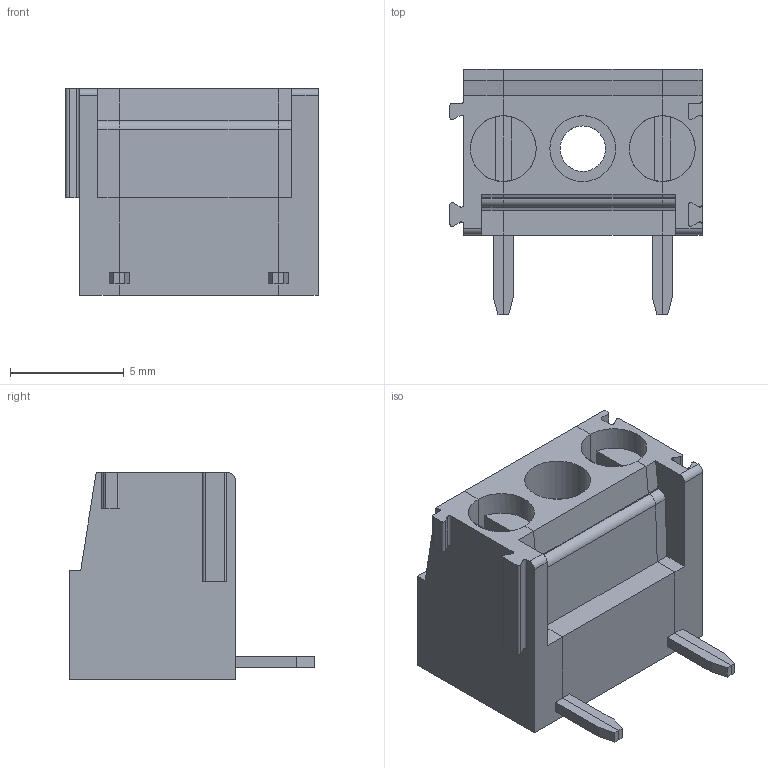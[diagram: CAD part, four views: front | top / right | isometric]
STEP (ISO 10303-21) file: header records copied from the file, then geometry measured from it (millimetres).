
FILE_DESCRIPTION(/* description */ ('Unknown'),/* implementation_level */ '2;1');
FILE_NAME(/* name */ '691212200002',/* time_stamp */ '2016-05-11T10:08:33+02:00',/* author */ ('Unknown'),/* organization */ ('Unknown'),/* preprocessor_version */ 'ST-DEVELOPER v16',/* originating_system */ 'DEX',/* authorisation */ $);
FILE_SCHEMA (('AUTOMOTIVE_DESIGN {1 0 10303 214 3 1 1}'));
Length unit declared in the file: millimetre
Products named in the file (4): 6912122000xx; 6912122000xx_DX; 6912122000xx_CNT; 6912122000xx_SX
Assembly tree (3 placements, depth 2):
  6912122000xx
    6912122000xx_DX
    6912122000xx_CNT
    6912122000xx_SX
Bounding box: 11.1 x 10.8 x 9.1 mm (x, y, z)
Volume: 444.7 mm3; surface area: 902.9 mm2
Topology: 3 solids, 3 shells, 202 faces, 570 edges, 376 vertices
Faces by surface type: plane 175, cylinder 27
Full cylindrical faces by diameter (mm): 2 x1, 2.9 x1
Entity records: 7933 total; most frequent: CARTESIAN_POINT 1150, ORIENTED_EDGE 1136, DIRECTION 1042, EDGE_CURVE 568, LINE 506, VECTOR 506, VERTEX_POINT 376, AXIS2_PLACEMENT_3D 268
